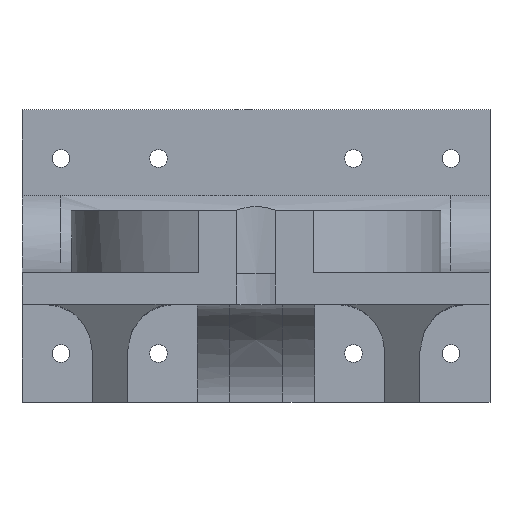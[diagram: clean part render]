
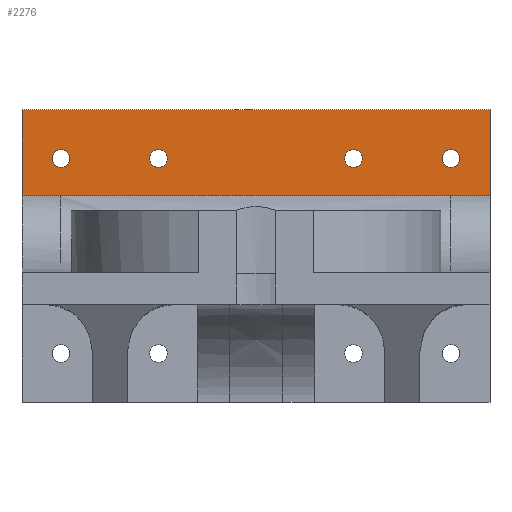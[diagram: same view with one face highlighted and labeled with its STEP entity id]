
A CAD part, top view. The second image highlights one B-rep face of the part: STEP entity #2276.
In plain terms, the highlighted planar face has unit normal (0, 0, 1).
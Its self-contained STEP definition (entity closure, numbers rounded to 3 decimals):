
#7 = VECTOR ( 'NONE', #1360, 1000. ) ;
#24 = DIRECTION ( 'NONE',  ( 1., 0., 0. ) ) ;
#33 = VERTEX_POINT ( 'NONE', #2232 ) ;
#36 = EDGE_CURVE ( 'NONE', #1869, #554, #2275, .T. ) ;
#54 = AXIS2_PLACEMENT_3D ( 'NONE', #2653, #2205, #66 ) ;
#66 = DIRECTION ( 'NONE',  ( 1., 0., 0. ) ) ;
#121 = ORIENTED_EDGE ( 'NONE', *, *, #36, .F. ) ;
#123 = PLANE ( 'NONE',  #685 ) ;
#145 = CARTESIAN_POINT ( 'NONE',  ( -77.25, 62.5, 8. ) ) ;
#147 = DIRECTION ( 'NONE',  ( 0., 1., 0. ) ) ;
#151 = CARTESIAN_POINT ( 'NONE',  ( -2.25, 62.5, 8. ) ) ;
#152 = ORIENTED_EDGE ( 'NONE', *, *, #2049, .F. ) ;
#165 = DIRECTION ( 'NONE',  ( 0., 0., 1. ) ) ;
#177 = VERTEX_POINT ( 'NONE', #2085 ) ;
#189 = ORIENTED_EDGE ( 'NONE', *, *, #767, .F. ) ;
#201 = CARTESIAN_POINT ( 'NONE',  ( -97.75, 62.5, 8. ) ) ;
#219 = DIRECTION ( 'NONE',  ( 1., 0., 0. ) ) ;
#239 = DIRECTION ( 'NONE',  ( 0., 0., 1. ) ) ;
#268 = ORIENTED_EDGE ( 'NONE', *, *, #1236, .F. ) ;
#297 = FACE_BOUND ( 'NONE', #1492, .T. ) ;
#308 = CARTESIAN_POINT ( 'NONE',  ( 10., 53., 8. ) ) ;
#344 = CARTESIAN_POINT ( 'NONE',  ( -100., 53., 8. ) ) ;
#345 = CIRCLE ( 'NONE', #1936, 2.25 ) ;
#371 = CARTESIAN_POINT ( 'NONE',  ( -22.75, 62.5, 8. ) ) ;
#373 = ORIENTED_EDGE ( 'NONE', *, *, #1891, .T. ) ;
#398 = CIRCLE ( 'NONE', #441, 2.25 ) ;
#441 = AXIS2_PLACEMENT_3D ( 'NONE', #1093, #239, #1284 ) ;
#444 = CARTESIAN_POINT ( 'NONE',  ( -110., 53., 8. ) ) ;
#532 = CARTESIAN_POINT ( 'NONE',  ( 0., 53., 8. ) ) ;
#534 = EDGE_LOOP ( 'NONE', ( #2016, #1811 ) ) ;
#553 = VERTEX_POINT ( 'NONE', #2639 ) ;
#554 = VERTEX_POINT ( 'NONE', #1426 ) ;
#631 = EDGE_LOOP ( 'NONE', ( #2489, #819, #1632, #121, #2070, #373 ) ) ;
#683 = CARTESIAN_POINT ( 'NONE',  ( -25., 62.5, 8. ) ) ;
#685 = AXIS2_PLACEMENT_3D ( 'NONE', #1983, #1177, #1590 ) ;
#714 = FACE_OUTER_BOUND ( 'NONE', #631, .T. ) ;
#727 = ORIENTED_EDGE ( 'NONE', *, *, #2427, .F. ) ;
#730 = VECTOR ( 'NONE', #1100, 1000. ) ;
#732 = CARTESIAN_POINT ( 'NONE',  ( -100., 53., 8. ) ) ;
#767 = EDGE_CURVE ( 'NONE', #1796, #2673, #1981, .T. ) ;
#819 = ORIENTED_EDGE ( 'NONE', *, *, #2468, .T. ) ;
#832 = AXIS2_PLACEMENT_3D ( 'NONE', #2479, #2466, #24 ) ;
#839 = DIRECTION ( 'NONE',  ( 0., 0., 1. ) ) ;
#847 = EDGE_CURVE ( 'NONE', #1649, #1217, #1757, .T. ) ;
#874 = CARTESIAN_POINT ( 'NONE',  ( -100., 62.5, 8. ) ) ;
#885 = DIRECTION ( 'NONE',  ( 0., 0., 1. ) ) ;
#928 = VERTEX_POINT ( 'NONE', #979 ) ;
#978 = ORIENTED_EDGE ( 'NONE', *, *, #1959, .F. ) ;
#979 = CARTESIAN_POINT ( 'NONE',  ( 10., 75., 8. ) ) ;
#1020 = ORIENTED_EDGE ( 'NONE', *, *, #2506, .F. ) ;
#1033 = LINE ( 'NONE', #2646, #2109 ) ;
#1050 = CIRCLE ( 'NONE', #832, 2.25 ) ;
#1093 = CARTESIAN_POINT ( 'NONE',  ( 0., 62.5, 8. ) ) ;
#1094 = CIRCLE ( 'NONE', #2572, 2.25 ) ;
#1100 = DIRECTION ( 'NONE',  ( 1., 0., 0. ) ) ;
#1122 = CARTESIAN_POINT ( 'NONE',  ( -75., 62.5, 8. ) ) ;
#1134 = FACE_BOUND ( 'NONE', #534, .T. ) ;
#1167 = CARTESIAN_POINT ( 'NONE',  ( -110., 53., 8. ) ) ;
#1177 = DIRECTION ( 'NONE',  ( 0., 0., 1. ) ) ;
#1217 = VERTEX_POINT ( 'NONE', #2552 ) ;
#1236 = EDGE_CURVE ( 'NONE', #177, #1596, #1799, .T. ) ;
#1284 = DIRECTION ( 'NONE',  ( 1., 0., 0. ) ) ;
#1360 = DIRECTION ( 'NONE',  ( -1., 0., 0. ) ) ;
#1426 = CARTESIAN_POINT ( 'NONE',  ( -110., 75., 8. ) ) ;
#1475 = LINE ( 'NONE', #2476, #1574 ) ;
#1476 = EDGE_CURVE ( 'NONE', #2244, #33, #1991, .T. ) ;
#1480 = B_SPLINE_CURVE_WITH_KNOTS ( 'NONE', 3,
 ( #732, #1578, #2404, #532 ),
 .UNSPECIFIED., .F., .F.,
 ( 4, 4 ),
 ( 0., 1. ),
 .UNSPECIFIED. ) ;
#1491 = DIRECTION ( 'NONE',  ( 1., 0., 0. ) ) ;
#1492 = EDGE_LOOP ( 'NONE', ( #152, #189 ) ) ;
#1545 = DIRECTION ( 'NONE',  ( 1., 0., 0. ) ) ;
#1566 = EDGE_LOOP ( 'NONE', ( #978, #268 ) ) ;
#1574 = VECTOR ( 'NONE', #2281, 1000. ) ;
#1578 = CARTESIAN_POINT ( 'NONE',  ( -66.667, 53., 8. ) ) ;
#1590 = DIRECTION ( 'NONE',  ( 1., 0., 0. ) ) ;
#1596 = VERTEX_POINT ( 'NONE', #371 ) ;
#1632 = ORIENTED_EDGE ( 'NONE', *, *, #2679, .T. ) ;
#1635 = CARTESIAN_POINT ( 'NONE',  ( 0., 62.5, 8. ) ) ;
#1649 = VERTEX_POINT ( 'NONE', #201 ) ;
#1741 = DIRECTION ( 'NONE',  ( 1., 0., 0. ) ) ;
#1757 = CIRCLE ( 'NONE', #2577, 2.25 ) ;
#1796 = VERTEX_POINT ( 'NONE', #145 ) ;
#1799 = CIRCLE ( 'NONE', #2498, 2.25 ) ;
#1811 = ORIENTED_EDGE ( 'NONE', *, *, #1873, .F. ) ;
#1869 = VERTEX_POINT ( 'NONE', #1167 ) ;
#1873 = EDGE_CURVE ( 'NONE', #1217, #1649, #2323, .T. ) ;
#1891 = EDGE_CURVE ( 'NONE', #1933, #33, #1480, .T. ) ;
#1933 = VERTEX_POINT ( 'NONE', #344 ) ;
#1936 = AXIS2_PLACEMENT_3D ( 'NONE', #2274, #839, #1491 ) ;
#1956 = CARTESIAN_POINT ( 'NONE',  ( 10., 53., 8. ) ) ;
#1959 = EDGE_CURVE ( 'NONE', #1596, #177, #1050, .T. ) ;
#1981 = CIRCLE ( 'NONE', #2327, 2.25 ) ;
#1983 = CARTESIAN_POINT ( 'NONE',  ( 0., 0., 8. ) ) ;
#1991 = LINE ( 'NONE', #308, #7 ) ;
#2016 = ORIENTED_EDGE ( 'NONE', *, *, #847, .F. ) ;
#2047 = EDGE_LOOP ( 'NONE', ( #1020, #727 ) ) ;
#2049 = EDGE_CURVE ( 'NONE', #2673, #1796, #345, .T. ) ;
#2070 = ORIENTED_EDGE ( 'NONE', *, *, #2191, .T. ) ;
#2085 = CARTESIAN_POINT ( 'NONE',  ( -27.25, 62.5, 8. ) ) ;
#2109 = VECTOR ( 'NONE', #2487, 1000. ) ;
#2147 = DIRECTION ( 'NONE',  ( 0., 0., 1. ) ) ;
#2191 = EDGE_CURVE ( 'NONE', #1869, #1933, #2346, .T. ) ;
#2203 = VECTOR ( 'NONE', #147, 1000. ) ;
#2205 = DIRECTION ( 'NONE',  ( 0., 0., 1. ) ) ;
#2217 = FACE_BOUND ( 'NONE', #2047, .T. ) ;
#2232 = CARTESIAN_POINT ( 'NONE',  ( 0., 53., 8. ) ) ;
#2236 = CARTESIAN_POINT ( 'NONE',  ( -72.75, 62.5, 8. ) ) ;
#2244 = VERTEX_POINT ( 'NONE', #1956 ) ;
#2274 = CARTESIAN_POINT ( 'NONE',  ( -75., 62.5, 8. ) ) ;
#2275 = LINE ( 'NONE', #2669, #2203 ) ;
#2276 = ADVANCED_FACE ( 'NONE', ( #714, #1134, #2416, #297, #2217 ), #123, .T. ) ;
#2281 = DIRECTION ( 'NONE',  ( 0., 1., 0. ) ) ;
#2323 = CIRCLE ( 'NONE', #54, 2.25 ) ;
#2327 = AXIS2_PLACEMENT_3D ( 'NONE', #1122, #2147, #1545 ) ;
#2332 = DIRECTION ( 'NONE',  ( 1., 0., 0. ) ) ;
#2346 = LINE ( 'NONE', #444, #730 ) ;
#2361 = DIRECTION ( 'NONE',  ( 0., 0., 1. ) ) ;
#2404 = CARTESIAN_POINT ( 'NONE',  ( -33.333, 53., 8. ) ) ;
#2416 = FACE_BOUND ( 'NONE', #1566, .T. ) ;
#2427 = EDGE_CURVE ( 'NONE', #2696, #553, #1094, .T. ) ;
#2466 = DIRECTION ( 'NONE',  ( 0., 0., 1. ) ) ;
#2468 = EDGE_CURVE ( 'NONE', #2244, #928, #1475, .T. ) ;
#2476 = CARTESIAN_POINT ( 'NONE',  ( 10., 75., 8. ) ) ;
#2479 = CARTESIAN_POINT ( 'NONE',  ( -25., 62.5, 8. ) ) ;
#2487 = DIRECTION ( 'NONE',  ( -1., 0., 0. ) ) ;
#2489 = ORIENTED_EDGE ( 'NONE', *, *, #1476, .F. ) ;
#2498 = AXIS2_PLACEMENT_3D ( 'NONE', #683, #2361, #2332 ) ;
#2506 = EDGE_CURVE ( 'NONE', #553, #2696, #398, .T. ) ;
#2552 = CARTESIAN_POINT ( 'NONE',  ( -102.25, 62.5, 8. ) ) ;
#2572 = AXIS2_PLACEMENT_3D ( 'NONE', #1635, #165, #219 ) ;
#2577 = AXIS2_PLACEMENT_3D ( 'NONE', #874, #885, #1741 ) ;
#2639 = CARTESIAN_POINT ( 'NONE',  ( 2.25, 62.5, 8. ) ) ;
#2646 = CARTESIAN_POINT ( 'NONE',  ( 0., 75., 8. ) ) ;
#2653 = CARTESIAN_POINT ( 'NONE',  ( -100., 62.5, 8. ) ) ;
#2669 = CARTESIAN_POINT ( 'NONE',  ( -110., 75., 8. ) ) ;
#2673 = VERTEX_POINT ( 'NONE', #2236 ) ;
#2679 = EDGE_CURVE ( 'NONE', #928, #554, #1033, .T. ) ;
#2696 = VERTEX_POINT ( 'NONE', #151 ) ;
